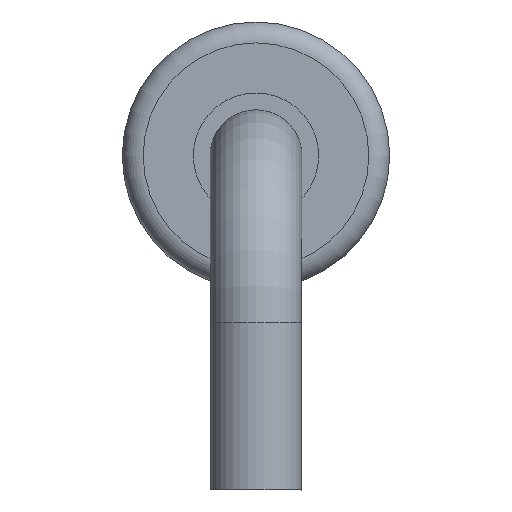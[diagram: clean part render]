
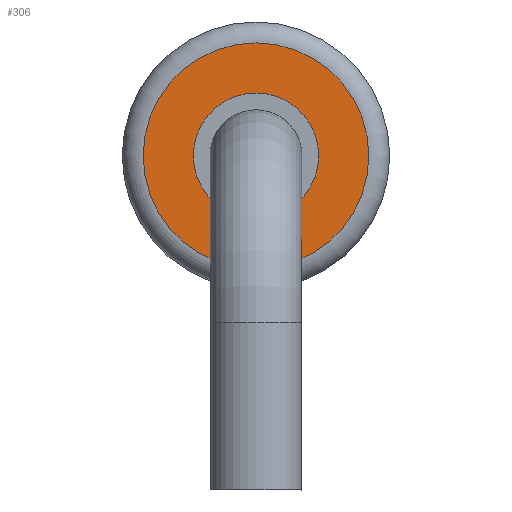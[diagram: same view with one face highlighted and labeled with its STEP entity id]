
A CAD part, left-side view. The second image highlights one B-rep face of the part: STEP entity #306.
In plain terms, the highlighted planar face has unit normal (-1, 0, 0).
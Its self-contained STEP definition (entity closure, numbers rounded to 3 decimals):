
#24=FACE_BOUND('',#81,.T.);
#31=PLANE('',#365);
#54=FACE_OUTER_BOUND('',#80,.T.);
#80=EDGE_LOOP('',(#245));
#81=EDGE_LOOP('',(#246));
#124=CIRCLE('',#360,0.675);
#126=CIRCLE('',#363,0.375);
#152=VERTEX_POINT('',#551);
#154=VERTEX_POINT('',#557);
#184=EDGE_CURVE('',#152,#152,#124,.T.);
#187=EDGE_CURVE('',#154,#154,#126,.T.);
#245=ORIENTED_EDGE('',*,*,#184,.T.);
#246=ORIENTED_EDGE('',*,*,#187,.F.);
#306=ADVANCED_FACE('',(#54,#24),#31,.F.);
#360=AXIS2_PLACEMENT_3D('',#553,#445,#446);
#363=AXIS2_PLACEMENT_3D('',#559,#452,#453);
#365=AXIS2_PLACEMENT_3D('',#561,#456,#457);
#445=DIRECTION('center_axis',(-1.,0.,0.));
#446=DIRECTION('ref_axis',(0.,0.,-1.));
#452=DIRECTION('center_axis',(-1.,0.,0.));
#453=DIRECTION('ref_axis',(0.,0.,-1.));
#456=DIRECTION('center_axis',(1.,0.,0.));
#457=DIRECTION('ref_axis',(0.,0.,-1.));
#551=CARTESIAN_POINT('',(-1.32,0.8,0.675));
#553=CARTESIAN_POINT('Origin',(-1.32,0.8,0.));
#557=CARTESIAN_POINT('',(-1.32,0.8,-0.375));
#559=CARTESIAN_POINT('Origin',(-1.32,0.8,0.));
#561=CARTESIAN_POINT('Origin',(-1.32,0.8,0.));
